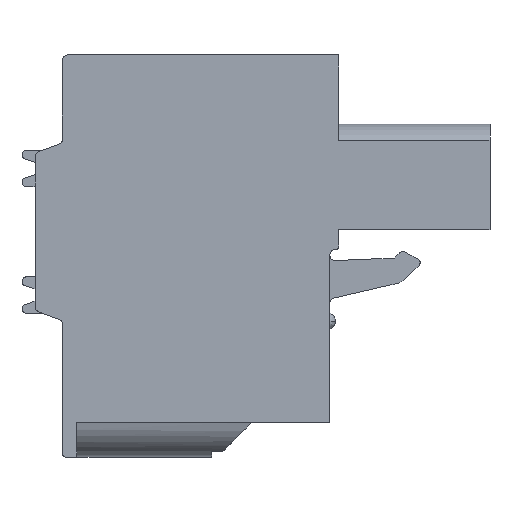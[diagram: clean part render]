
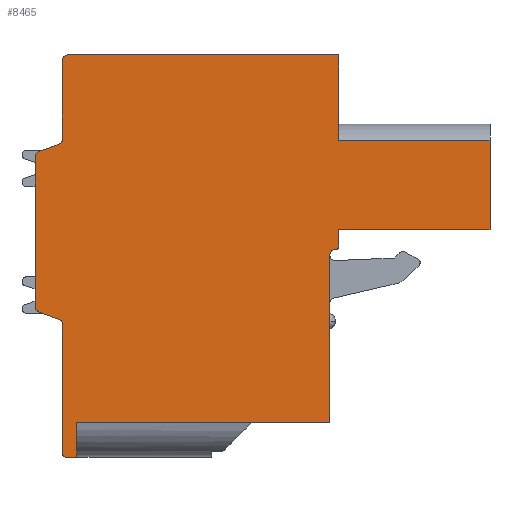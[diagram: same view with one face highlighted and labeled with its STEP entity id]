
A CAD part, front view. The second image highlights one B-rep face of the part: STEP entity #8465.
In plain terms, the highlighted planar face has unit normal (0, -1, 0).
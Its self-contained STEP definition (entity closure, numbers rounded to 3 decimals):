
#759=DIRECTION('',(0.,0.,1.));
#760=VECTOR('',#759,4.7);
#761=CARTESIAN_POINT('',(4.181,-30.38,6.775));
#762=LINE('',#761,#760);
#816=DIRECTION('',(-1.,0.,0.));
#817=VECTOR('',#816,8.3);
#818=CARTESIAN_POINT('',(12.481,-30.38,6.775));
#819=LINE('',#818,#817);
#820=DIRECTION('',(0.,0.,-1.));
#821=VECTOR('',#820,4.9);
#822=CARTESIAN_POINT('',(12.481,-30.38,6.775));
#823=LINE('',#822,#821);
#824=DIRECTION('',(-1.,0.,0.));
#825=VECTOR('',#824,8.3);
#826=CARTESIAN_POINT('',(12.481,-30.38,1.875));
#827=LINE('',#826,#825);
#828=DIRECTION('',(0.,0.,-1.));
#829=VECTOR('',#828,0.901);
#830=CARTESIAN_POINT('',(4.181,-30.38,1.875));
#831=LINE('',#830,#829);
#832=CARTESIAN_POINT('',(3.981,-30.38,0.974));
#833=DIRECTION('',(0.,1.,0.));
#834=DIRECTION('',(1.,0.,0.));
#835=AXIS2_PLACEMENT_3D('',#832,#833,#834);
#837=CARTESIAN_POINT('',(3.981,-30.38,0.474));
#838=DIRECTION('',(0.,-1.,0.));
#839=DIRECTION('',(0.,0.,1.));
#840=AXIS2_PLACEMENT_3D('',#837,#838,#839);
#842=DIRECTION('',(-1.,0.,0.));
#843=VECTOR('',#842,13.9);
#844=CARTESIAN_POINT('',(3.681,-30.38,-8.725));
#845=LINE('',#844,#843);
#846=DIRECTION('',(0.,0.,-1.));
#847=VECTOR('',#846,1.9);
#848=CARTESIAN_POINT('',(-10.219,-30.38,-8.725));
#849=LINE('',#848,#847);
#850=DIRECTION('',(-1.,0.,0.));
#851=VECTOR('',#850,0.6);
#852=CARTESIAN_POINT('',(-10.219,-30.38,-10.625));
#853=LINE('',#852,#851);
#854=CARTESIAN_POINT('',(-10.819,-30.38,-10.425));
#855=DIRECTION('',(0.,1.,0.));
#856=DIRECTION('',(0.,0.,-1.));
#857=AXIS2_PLACEMENT_3D('',#854,#855,#856);
#859=DIRECTION('',(0.,0.,1.));
#860=VECTOR('',#859,7.095);
#861=CARTESIAN_POINT('',(-11.019,-30.38,-10.425));
#862=LINE('',#861,#860);
#863=CARTESIAN_POINT('',(-11.319,-30.38,-3.33));
#864=DIRECTION('',(0.,-1.,0.));
#865=DIRECTION('',(1.,0.,0.));
#866=AXIS2_PLACEMENT_3D('',#863,#864,#865);
#868=DIRECTION('',(-0.94,0.,0.342));
#869=VECTOR('',#868,1.176);
#870=CARTESIAN_POINT('',(-11.216,-30.38,-3.048));
#871=LINE('',#870,#869);
#872=CARTESIAN_POINT('',(-12.219,-30.38,-2.364));
#873=DIRECTION('',(0.,1.,0.));
#874=DIRECTION('',(-0.342,0.,-0.94));
#875=AXIS2_PLACEMENT_3D('',#872,#873,#874);
#877=DIRECTION('',(0.,0.,1.));
#878=VECTOR('',#877,8.238);
#879=CARTESIAN_POINT('',(-12.519,-30.38,-2.364));
#880=LINE('',#879,#878);
#881=CARTESIAN_POINT('',(-12.219,-30.38,5.874));
#882=DIRECTION('',(0.,1.,0.));
#883=DIRECTION('',(-1.,0.,0.));
#884=AXIS2_PLACEMENT_3D('',#881,#882,#883);
#886=DIRECTION('',(0.94,0.,0.342));
#887=VECTOR('',#886,1.176);
#888=CARTESIAN_POINT('',(-12.321,-30.38,6.156));
#889=LINE('',#888,#887);
#890=CARTESIAN_POINT('',(-11.319,-30.38,6.84));
#891=DIRECTION('',(0.,-1.,0.));
#892=DIRECTION('',(0.342,0.,-0.94));
#893=AXIS2_PLACEMENT_3D('',#890,#891,#892);
#895=DIRECTION('',(0.,0.,1.));
#896=VECTOR('',#895,4.335);
#897=CARTESIAN_POINT('',(-11.019,-30.38,6.84));
#898=LINE('',#897,#896);
#899=CARTESIAN_POINT('',(-10.719,-30.38,11.175));
#900=DIRECTION('',(0.,1.,0.));
#901=DIRECTION('',(-1.,0.,0.));
#902=AXIS2_PLACEMENT_3D('',#899,#900,#901);
#904=DIRECTION('',(1.,0.,0.));
#905=VECTOR('',#904,14.9);
#906=CARTESIAN_POINT('',(-10.719,-30.38,11.475));
#907=LINE('',#906,#905);
#1280=DIRECTION('',(0.,0.,1.));
#1281=VECTOR('',#1280,9.199);
#1282=CARTESIAN_POINT('',(3.681,-30.38,-8.725));
#1283=LINE('',#1282,#1281);
#5993=CARTESIAN_POINT('',(-12.519,-30.38,-2.364));
#5994=CARTESIAN_POINT('',(-12.519,-30.38,5.874));
#5995=VERTEX_POINT('',#5993);
#5996=VERTEX_POINT('',#5994);
#5997=CARTESIAN_POINT('',(-12.321,-30.38,6.156));
#5998=VERTEX_POINT('',#5997);
#5999=CARTESIAN_POINT('',(-11.216,-30.38,6.558));
#6000=VERTEX_POINT('',#5999);
#6001=CARTESIAN_POINT('',(-11.019,-30.38,6.84));
#6002=VERTEX_POINT('',#6001);
#6003=CARTESIAN_POINT('',(-11.019,-30.38,11.175));
#6004=VERTEX_POINT('',#6003);
#6005=CARTESIAN_POINT('',(-10.719,-30.38,11.475));
#6006=VERTEX_POINT('',#6005);
#6007=CARTESIAN_POINT('',(4.181,-30.38,11.475));
#6008=VERTEX_POINT('',#6007);
#6009=CARTESIAN_POINT('',(3.681,-30.38,-8.725));
#6010=CARTESIAN_POINT('',(-10.219,-30.38,-8.725));
#6011=VERTEX_POINT('',#6009);
#6012=VERTEX_POINT('',#6010);
#6013=CARTESIAN_POINT('',(-10.219,-30.38,-10.625));
#6014=VERTEX_POINT('',#6013);
#6015=CARTESIAN_POINT('',(-10.819,-30.38,-10.625));
#6016=VERTEX_POINT('',#6015);
#6017=CARTESIAN_POINT('',(-11.019,-30.38,-10.425));
#6018=VERTEX_POINT('',#6017);
#6019=CARTESIAN_POINT('',(-11.019,-30.38,-3.33));
#6020=VERTEX_POINT('',#6019);
#6021=CARTESIAN_POINT('',(-11.216,-30.38,-3.048));
#6022=VERTEX_POINT('',#6021);
#6023=CARTESIAN_POINT('',(-12.321,-30.38,-2.646));
#6024=VERTEX_POINT('',#6023);
#6035=CARTESIAN_POINT('',(4.181,-30.38,0.974));
#6036=CARTESIAN_POINT('',(3.981,-30.38,0.774));
#6037=VERTEX_POINT('',#6035);
#6038=VERTEX_POINT('',#6036);
#6039=CARTESIAN_POINT('',(4.181,-30.38,1.875));
#6040=VERTEX_POINT('',#6039);
#6041=CARTESIAN_POINT('',(3.681,-30.38,0.474));
#6042=VERTEX_POINT('',#6041);
#6043=CARTESIAN_POINT('',(12.481,-30.38,1.875));
#6044=VERTEX_POINT('',#6043);
#7054=CARTESIAN_POINT('',(4.181,-30.38,6.775));
#7056=VERTEX_POINT('',#7054);
#7059=CARTESIAN_POINT('',(12.481,-30.38,6.775));
#7060=VERTEX_POINT('',#7059);
#8415=CARTESIAN_POINT('',(0.,-30.38,0.));
#8416=DIRECTION('',(0.,1.,0.));
#8417=DIRECTION('',(1.,0.,0.));
#8418=AXIS2_PLACEMENT_3D('',#8415,#8416,#8417);
#8419=PLANE('',#8418);
#8420=ORIENTED_EDGE('',*,*,#8374,.F.);
#8421=ORIENTED_EDGE('',*,*,#7927,.T.);
#8423=ORIENTED_EDGE('',*,*,#8422,.T.);
#8425=ORIENTED_EDGE('',*,*,#8424,.T.);
#8427=ORIENTED_EDGE('',*,*,#8426,.T.);
#8429=ORIENTED_EDGE('',*,*,#8428,.T.);
#8431=ORIENTED_EDGE('',*,*,#8430,.F.);
#8433=ORIENTED_EDGE('',*,*,#8432,.T.);
#8435=ORIENTED_EDGE('',*,*,#8434,.T.);
#8437=ORIENTED_EDGE('',*,*,#8436,.T.);
#8439=ORIENTED_EDGE('',*,*,#8438,.T.);
#8441=ORIENTED_EDGE('',*,*,#8440,.T.);
#8443=ORIENTED_EDGE('',*,*,#8442,.T.);
#8445=ORIENTED_EDGE('',*,*,#8444,.T.);
#8447=ORIENTED_EDGE('',*,*,#8446,.T.);
#8449=ORIENTED_EDGE('',*,*,#8448,.T.);
#8451=ORIENTED_EDGE('',*,*,#8450,.T.);
#8453=ORIENTED_EDGE('',*,*,#8452,.T.);
#8455=ORIENTED_EDGE('',*,*,#8454,.T.);
#8457=ORIENTED_EDGE('',*,*,#8456,.T.);
#8459=ORIENTED_EDGE('',*,*,#8458,.T.);
#8461=ORIENTED_EDGE('',*,*,#8460,.T.);
#8462=ORIENTED_EDGE('',*,*,#8388,.F.);
#8463=EDGE_LOOP('',(#8420,#8421,#8423,#8425,#8427,#8429,#8431,#8433,#8435,#8437,
#8439,#8441,#8443,#8445,#8447,#8449,#8451,#8453,#8455,#8457,#8459,#8461,#8462));
#8464=FACE_OUTER_BOUND('',#8463,.F.);
#8465=ADVANCED_FACE('',(#8464),#8419,.F.);
#836=CIRCLE('',#835,0.2);
#841=CIRCLE('',#840,0.3);
#858=CIRCLE('',#857,0.2);
#867=CIRCLE('',#866,0.3);
#876=CIRCLE('',#875,0.3);
#885=CIRCLE('',#884,0.3);
#894=CIRCLE('',#893,0.3);
#903=CIRCLE('',#902,0.3);
#7927=EDGE_CURVE('',#7060,#6044,#823,.T.);
#8374=EDGE_CURVE('',#7060,#7056,#819,.T.);
#8388=EDGE_CURVE('',#7056,#6008,#762,.T.);
#8422=EDGE_CURVE('',#6044,#6040,#827,.T.);
#8424=EDGE_CURVE('',#6040,#6037,#831,.T.);
#8426=EDGE_CURVE('',#6037,#6038,#836,.T.);
#8428=EDGE_CURVE('',#6038,#6042,#841,.T.);
#8430=EDGE_CURVE('',#6011,#6042,#1283,.T.);
#8432=EDGE_CURVE('',#6011,#6012,#845,.T.);
#8434=EDGE_CURVE('',#6012,#6014,#849,.T.);
#8436=EDGE_CURVE('',#6014,#6016,#853,.T.);
#8438=EDGE_CURVE('',#6016,#6018,#858,.T.);
#8440=EDGE_CURVE('',#6018,#6020,#862,.T.);
#8442=EDGE_CURVE('',#6020,#6022,#867,.T.);
#8444=EDGE_CURVE('',#6022,#6024,#871,.T.);
#8446=EDGE_CURVE('',#6024,#5995,#876,.T.);
#8448=EDGE_CURVE('',#5995,#5996,#880,.T.);
#8450=EDGE_CURVE('',#5996,#5998,#885,.T.);
#8452=EDGE_CURVE('',#5998,#6000,#889,.T.);
#8454=EDGE_CURVE('',#6000,#6002,#894,.T.);
#8456=EDGE_CURVE('',#6002,#6004,#898,.T.);
#8458=EDGE_CURVE('',#6004,#6006,#903,.T.);
#8460=EDGE_CURVE('',#6006,#6008,#907,.T.);
